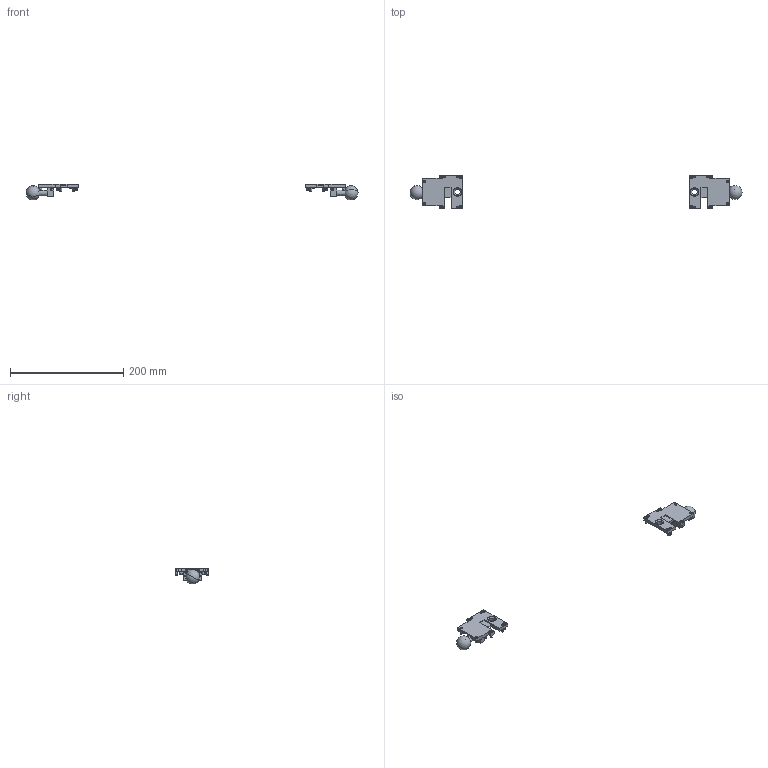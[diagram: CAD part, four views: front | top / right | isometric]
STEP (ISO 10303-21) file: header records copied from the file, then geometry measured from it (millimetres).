
FILE_DESCRIPTION (( 'STEP AP214' ), '1' );
FILE_NAME ('INGUN_116237.STEP', '2024-08-21T10:11:56', ( '' ), ( '' ), 'SwSTEP 2.0', 'SolidWorks 2021', '' );
FILE_SCHEMA (( 'AUTOMOTIVE_DESIGN' ));
Length unit declared in the file: millimetre
Products named in the file (15): 109717~0; 116228~0; 116235~0_S; DIN7991~n_M03,0x012; 116231~0; DIN7991~n_M05,0x020; DIN6325~n_04,0m6x012; 110324~0_Spring Pin 3 x 14 - St; 14992~0; 116229~0; 45368~0_S; 116236~0_S; 116230~0; INGUN_116237; 116227~0_S
Assembly tree (42 placements, depth 3):
  INGUN_116237
    116235~0_S
      116229~0
      116228~0
      116227~0_S
      109717~0
      14992~0  x2
      DIN7991~n_M03,0x012  x4
      DIN7991~n_M05,0x020  x2
      DIN6325~n_04,0m6x012  x4
      45368~0_S
      110324~0_Spring Pin 3 x 14 - St  x3
    116236~0_S
      116231~0
      116230~0
      116227~0_S
      109717~0
      14992~0  x2
      DIN7991~n_M03,0x012  x4
      DIN7991~n_M05,0x020  x2
      DIN6325~n_04,0m6x012  x4
      45368~0_S
      110324~0_Spring Pin 3 x 14 - St  x3
Bounding box: 587 x 60 x 28.29 mm (x, y, z)
Volume: 70326.2 mm3; surface area: 44233.3 mm2
Topology: 40 solids, 40 shells, 842 faces, 2048 edges, 1282 vertices
Faces by surface type: cylinder 372, plane 244, cone 170, sphere 36, torus 20
Entity records: 12407 total; most frequent: DIRECTION 2172, CARTESIAN_POINT 2062, ORIENTED_EDGE 1876, EDGE_CURVE 938, AXIS2_PLACEMENT_3D 821, VERTEX_POINT 599, LINE 530, VECTOR 530
